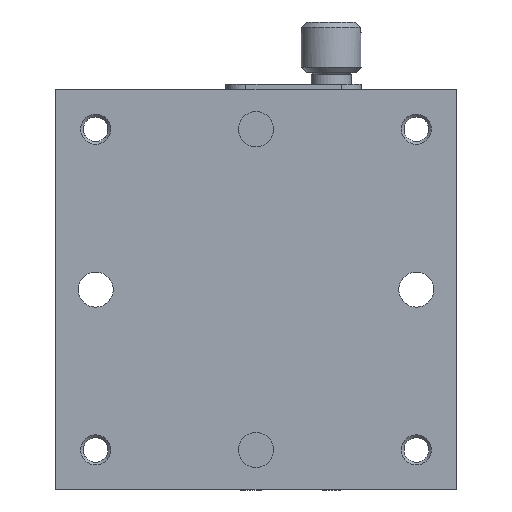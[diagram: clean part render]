
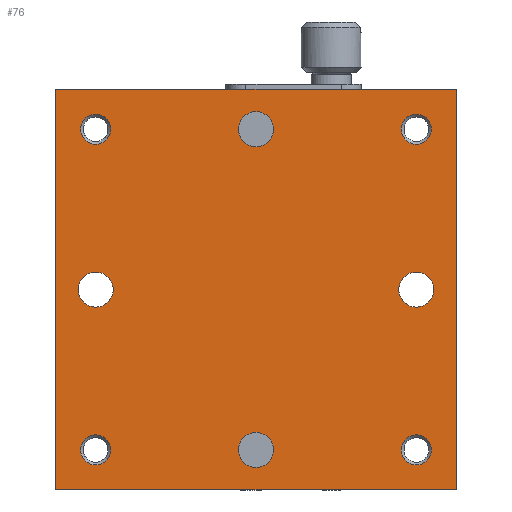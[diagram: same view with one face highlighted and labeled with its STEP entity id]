
A CAD part, front view. The second image highlights one B-rep face of the part: STEP entity #76.
In plain terms, the highlighted planar face has unit normal (0, -1, 0).
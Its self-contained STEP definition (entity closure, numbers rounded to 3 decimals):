
#76 = ADVANCED_FACE ( 'NONE', ( #3344, #3913, #4708, #7938, #8874, #716, #3187, #7299, #9729 ), #7135, .T. ) ;
#151 = ORIENTED_EDGE ( 'NONE', *, *, #7076, .T. ) ;
#168 = CARTESIAN_POINT ( 'NONE',  ( 36., 0., -4. ) ) ;
#292 = ORIENTED_EDGE ( 'NONE', *, *, #1572, .T. ) ;
#322 = ORIENTED_EDGE ( 'NONE', *, *, #5990, .T. ) ;
#396 = CARTESIAN_POINT ( 'NONE',  ( 20., 0., -36. ) ) ;
#404 = CARTESIAN_POINT ( 'NONE',  ( 4., 0., -5.5 ) ) ;
#455 = VERTEX_POINT ( 'NONE', #2677 ) ;
#496 = DIRECTION ( 'NONE',  ( 0., 0., 1. ) ) ;
#588 = ORIENTED_EDGE ( 'NONE', *, *, #1182, .F. ) ;
#716 = FACE_BOUND ( 'NONE', #5321, .T. ) ;
#909 = DIRECTION ( 'NONE',  ( 0., 0., -1. ) ) ;
#935 = EDGE_LOOP ( 'NONE', ( #322 ) ) ;
#1038 = CARTESIAN_POINT ( 'NONE',  ( 20., 0., -4. ) ) ;
#1140 = CARTESIAN_POINT ( 'NONE',  ( 36., 0., -20. ) ) ;
#1145 = CIRCLE ( 'NONE', #4667, 1.5 ) ;
#1166 = DIRECTION ( 'NONE',  ( 0., 1., 0. ) ) ;
#1182 = EDGE_CURVE ( 'NONE', #1749, #5323, #8265, .T. ) ;
#1200 = ORIENTED_EDGE ( 'NONE', *, *, #4508, .F. ) ;
#1231 = CARTESIAN_POINT ( 'NONE',  ( 0., 0., -40. ) ) ;
#1245 = VERTEX_POINT ( 'NONE', #404 ) ;
#1446 = DIRECTION ( 'NONE',  ( 0., 0., -1. ) ) ;
#1447 = CIRCLE ( 'NONE', #2804, 1.5 ) ;
#1572 = EDGE_CURVE ( 'NONE', #3587, #3587, #9831, .T. ) ;
#1654 = VERTEX_POINT ( 'NONE', #5549 ) ;
#1749 = VERTEX_POINT ( 'NONE', #3579 ) ;
#1840 = DIRECTION ( 'NONE',  ( 0., 0., -1. ) ) ;
#1946 = CIRCLE ( 'NONE', #2629, 1.75 ) ;
#1970 = ORIENTED_EDGE ( 'NONE', *, *, #4653, .F. ) ;
#2031 = ORIENTED_EDGE ( 'NONE', *, *, #7094, .T. ) ;
#2219 = EDGE_LOOP ( 'NONE', ( #4542 ) ) ;
#2504 = DIRECTION ( 'NONE',  ( 0., -1., 0. ) ) ;
#2534 = AXIS2_PLACEMENT_3D ( 'NONE', #10363, #2504, #7246 ) ;
#2629 = AXIS2_PLACEMENT_3D ( 'NONE', #396, #3650, #8407 ) ;
#2631 = CARTESIAN_POINT ( 'NONE',  ( 4., 0., -36. ) ) ;
#2677 = CARTESIAN_POINT ( 'NONE',  ( 4., 0., -21.75 ) ) ;
#2804 = AXIS2_PLACEMENT_3D ( 'NONE', #7115, #6430, #909 ) ;
#3075 = AXIS2_PLACEMENT_3D ( 'NONE', #168, #3426, #6536 ) ;
#3187 = FACE_BOUND ( 'NONE', #9231, .T. ) ;
#3344 = FACE_OUTER_BOUND ( 'NONE', #9598, .T. ) ;
#3426 = DIRECTION ( 'NONE',  ( 0., 1., 0. ) ) ;
#3450 = VERTEX_POINT ( 'NONE', #7193 ) ;
#3466 = VECTOR ( 'NONE', #9147, 1000. ) ;
#3571 = LINE ( 'NONE', #5992, #3812 ) ;
#3579 = CARTESIAN_POINT ( 'NONE',  ( 0., 0., -40. ) ) ;
#3587 = VERTEX_POINT ( 'NONE', #4380 ) ;
#3650 = DIRECTION ( 'NONE',  ( 0., 1., 0. ) ) ;
#3660 = EDGE_LOOP ( 'NONE', ( #292 ) ) ;
#3718 = EDGE_CURVE ( 'NONE', #5560, #5560, #1946, .T. ) ;
#3812 = VECTOR ( 'NONE', #5247, 1000. ) ;
#3820 = LINE ( 'NONE', #10273, #9378 ) ;
#3913 = FACE_BOUND ( 'NONE', #9678, .T. ) ;
#4023 = DIRECTION ( 'NONE',  ( 0., 0., -1. ) ) ;
#4349 = DIRECTION ( 'NONE',  ( 0., 1., 0. ) ) ;
#4380 = CARTESIAN_POINT ( 'NONE',  ( 36., 0., -5.5 ) ) ;
#4508 = EDGE_CURVE ( 'NONE', #5323, #10088, #3571, .T. ) ;
#4542 = ORIENTED_EDGE ( 'NONE', *, *, #9217, .T. ) ;
#4587 = VECTOR ( 'NONE', #496, 1000. ) ;
#4594 = ORIENTED_EDGE ( 'NONE', *, *, #3718, .T. ) ;
#4653 = EDGE_CURVE ( 'NONE', #10088, #3450, #3820, .T. ) ;
#4667 = AXIS2_PLACEMENT_3D ( 'NONE', #2631, #5843, #1840 ) ;
#4708 = FACE_BOUND ( 'NONE', #2219, .T. ) ;
#4709 = EDGE_CURVE ( 'NONE', #9261, #9261, #6512, .T. ) ;
#4753 = DIRECTION ( 'NONE',  ( 0., 1., 0. ) ) ;
#4884 = EDGE_CURVE ( 'NONE', #1749, #3450, #10108, .T. ) ;
#4921 = ORIENTED_EDGE ( 'NONE', *, *, #4884, .T. ) ;
#5012 = CARTESIAN_POINT ( 'NONE',  ( 4., 0., -20. ) ) ;
#5026 = AXIS2_PLACEMENT_3D ( 'NONE', #1140, #4349, #7578 ) ;
#5247 = DIRECTION ( 'NONE',  ( 1., 0., 0. ) ) ;
#5321 = EDGE_LOOP ( 'NONE', ( #8433 ) ) ;
#5323 = VERTEX_POINT ( 'NONE', #8470 ) ;
#5356 = CIRCLE ( 'NONE', #8898, 1.5 ) ;
#5496 = VERTEX_POINT ( 'NONE', #9512 ) ;
#5549 = CARTESIAN_POINT ( 'NONE',  ( 4., 0., -37.5 ) ) ;
#5560 = VERTEX_POINT ( 'NONE', #6623 ) ;
#5802 = EDGE_CURVE ( 'NONE', #1245, #1245, #1447, .T. ) ;
#5843 = DIRECTION ( 'NONE',  ( 0., 1., 0. ) ) ;
#5935 = CARTESIAN_POINT ( 'NONE',  ( 20., 0., -5.75 ) ) ;
#5963 = ORIENTED_EDGE ( 'NONE', *, *, #5802, .T. ) ;
#5990 = EDGE_CURVE ( 'NONE', #455, #455, #9049, .T. ) ;
#5992 = CARTESIAN_POINT ( 'NONE',  ( 19., 0., 0. ) ) ;
#6179 = CARTESIAN_POINT ( 'NONE',  ( 40., 0., 0. ) ) ;
#6430 = DIRECTION ( 'NONE',  ( 0., 1., 0. ) ) ;
#6512 = CIRCLE ( 'NONE', #7868, 1.75 ) ;
#6536 = DIRECTION ( 'NONE',  ( 0., 0., -1. ) ) ;
#6623 = CARTESIAN_POINT ( 'NONE',  ( 20., 0., -37.75 ) ) ;
#6797 = DIRECTION ( 'NONE',  ( 0., 0., -1. ) ) ;
#7076 = EDGE_CURVE ( 'NONE', #5496, #5496, #8717, .T. ) ;
#7094 = EDGE_CURVE ( 'NONE', #7935, #7935, #5356, .T. ) ;
#7115 = CARTESIAN_POINT ( 'NONE',  ( 4., 0., -4. ) ) ;
#7135 = PLANE ( 'NONE',  #2534 ) ;
#7187 = AXIS2_PLACEMENT_3D ( 'NONE', #5012, #1166, #6797 ) ;
#7193 = CARTESIAN_POINT ( 'NONE',  ( 40., 0., -40. ) ) ;
#7246 = DIRECTION ( 'NONE',  ( 0., 0., -1. ) ) ;
#7299 = FACE_BOUND ( 'NONE', #8612, .T. ) ;
#7466 = DIRECTION ( 'NONE',  ( 0., 1., 0. ) ) ;
#7578 = DIRECTION ( 'NONE',  ( 0., 0., -1. ) ) ;
#7868 = AXIS2_PLACEMENT_3D ( 'NONE', #1038, #7466, #4023 ) ;
#7935 = VERTEX_POINT ( 'NONE', #8565 ) ;
#7938 = FACE_BOUND ( 'NONE', #9981, .T. ) ;
#8265 = LINE ( 'NONE', #1231, #4587 ) ;
#8407 = DIRECTION ( 'NONE',  ( 0., 0., -1. ) ) ;
#8433 = ORIENTED_EDGE ( 'NONE', *, *, #4709, .T. ) ;
#8470 = CARTESIAN_POINT ( 'NONE',  ( 0., 0., 0. ) ) ;
#8565 = CARTESIAN_POINT ( 'NONE',  ( 36., 0., -37.5 ) ) ;
#8612 = EDGE_LOOP ( 'NONE', ( #151 ) ) ;
#8717 = CIRCLE ( 'NONE', #5026, 1.75 ) ;
#8874 = FACE_BOUND ( 'NONE', #3660, .T. ) ;
#8898 = AXIS2_PLACEMENT_3D ( 'NONE', #9458, #4753, #10310 ) ;
#9049 = CIRCLE ( 'NONE', #7187, 1.75 ) ;
#9147 = DIRECTION ( 'NONE',  ( 1., 0., 0. ) ) ;
#9217 = EDGE_CURVE ( 'NONE', #1654, #1654, #1145, .T. ) ;
#9231 = EDGE_LOOP ( 'NONE', ( #4594 ) ) ;
#9261 = VERTEX_POINT ( 'NONE', #5935 ) ;
#9378 = VECTOR ( 'NONE', #1446, 1000. ) ;
#9458 = CARTESIAN_POINT ( 'NONE',  ( 36., 0., -36. ) ) ;
#9512 = CARTESIAN_POINT ( 'NONE',  ( 36., 0., -21.75 ) ) ;
#9598 = EDGE_LOOP ( 'NONE', ( #4921, #1970, #1200, #588 ) ) ;
#9678 = EDGE_LOOP ( 'NONE', ( #5963 ) ) ;
#9729 = FACE_BOUND ( 'NONE', #935, .T. ) ;
#9831 = CIRCLE ( 'NONE', #3075, 1.5 ) ;
#9981 = EDGE_LOOP ( 'NONE', ( #2031 ) ) ;
#10088 = VERTEX_POINT ( 'NONE', #6179 ) ;
#10108 = LINE ( 'NONE', #10154, #3466 ) ;
#10154 = CARTESIAN_POINT ( 'NONE',  ( 19., 0., -40. ) ) ;
#10273 = CARTESIAN_POINT ( 'NONE',  ( 40., 0., -40. ) ) ;
#10310 = DIRECTION ( 'NONE',  ( 0., 0., -1. ) ) ;
#10363 = CARTESIAN_POINT ( 'NONE',  ( 0., 0., -40. ) ) ;
